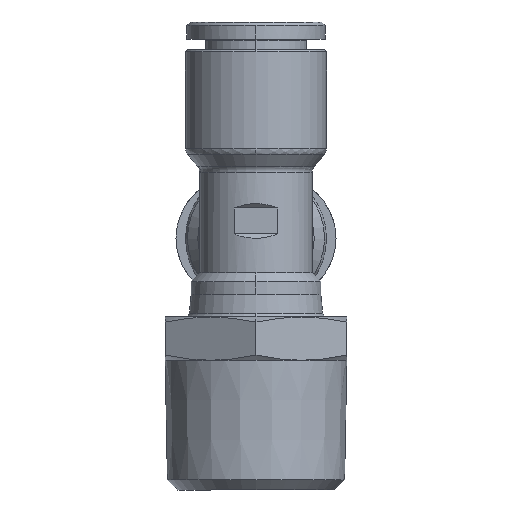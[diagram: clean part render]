
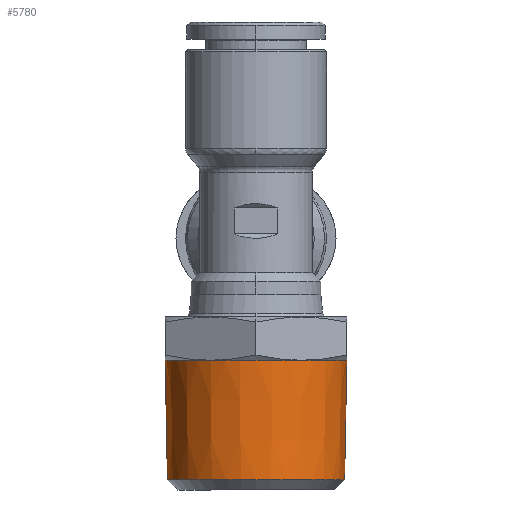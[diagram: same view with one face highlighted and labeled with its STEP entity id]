
A CAD part, left-side view. The second image highlights one B-rep face of the part: STEP entity #5780.
In plain terms, the highlighted conical face has half-angle 1.06 degrees and reference radius 10.5 mm.
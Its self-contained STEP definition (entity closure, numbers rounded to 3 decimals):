
#216 = AXIS2_PLACEMENT_3D ( 'NONE', #3818, #1558, #8419 ) ;
#1144 = DIRECTION ( 'NONE',  ( 0., -0.018, 1. ) ) ;
#1558 = DIRECTION ( 'NONE',  ( 0., 0., -1. ) ) ;
#1663 = CARTESIAN_POINT ( 'NONE',  ( -9.233, -10.245, -27.9 ) ) ;
#2522 = EDGE_CURVE ( 'NONE', #4388, #3880, #14680, .T. ) ;
#3601 = VERTEX_POINT ( 'NONE', #15055 ) ;
#3698 = VERTEX_POINT ( 'NONE', #13612 ) ;
#3818 = CARTESIAN_POINT ( 'NONE',  ( -9.233, 0., -14.1 ) ) ;
#3880 = VERTEX_POINT ( 'NONE', #7261 ) ;
#4183 = CARTESIAN_POINT ( 'NONE',  ( -9.233, -10.5, -14.1 ) ) ;
#4388 = VERTEX_POINT ( 'NONE', #4183 ) ;
#4438 = VECTOR ( 'NONE', #11234, 1000. ) ;
#4763 = CARTESIAN_POINT ( 'NONE',  ( -9.233, 0., -27.9 ) ) ;
#4781 = CARTESIAN_POINT ( 'NONE',  ( -9.233, 0., -14.1 ) ) ;
#5228 = CONICAL_SURFACE ( 'NONE', #6361, 10.5, 0.018 ) ;
#5297 = ORIENTED_EDGE ( 'NONE', *, *, #25497, .F. ) ;
#5780 = ADVANCED_FACE ( 'NONE', ( #9307 ), #5228, .T. ) ;
#6361 = AXIS2_PLACEMENT_3D ( 'NONE', #26587, #26696, #17140 ) ;
#7015 = AXIS2_PLACEMENT_3D ( 'NONE', #4763, #21273, #27845 ) ;
#7261 = CARTESIAN_POINT ( 'NONE',  ( -18.326, -5.25, -14.1 ) ) ;
#8419 = DIRECTION ( 'NONE',  ( 1., 0., 0. ) ) ;
#9290 = VERTEX_POINT ( 'NONE', #1663 ) ;
#9307 = FACE_OUTER_BOUND ( 'NONE', #21933, .T. ) ;
#10190 = AXIS2_PLACEMENT_3D ( 'NONE', #19805, #12698, #26779 ) ;
#10677 = AXIS2_PLACEMENT_3D ( 'NONE', #4781, #27976, #16438 ) ;
#11234 = DIRECTION ( 'NONE',  ( 0., 0.018, 1. ) ) ;
#11450 = EDGE_CURVE ( 'NONE', #3880, #3698, #13174, .T. ) ;
#12698 = DIRECTION ( 'NONE',  ( 0., 0., -1. ) ) ;
#12883 = VERTEX_POINT ( 'NONE', #28853 ) ;
#13174 = CIRCLE ( 'NONE', #10677, 10.5 ) ;
#13434 = ORIENTED_EDGE ( 'NONE', *, *, #19978, .T. ) ;
#13612 = CARTESIAN_POINT ( 'NONE',  ( -18.326, 5.25, -14.1 ) ) ;
#14350 = ORIENTED_EDGE ( 'NONE', *, *, #11450, .T. ) ;
#14680 = CIRCLE ( 'NONE', #216, 10.5 ) ;
#15055 = CARTESIAN_POINT ( 'NONE',  ( -9.233, 10.245, -27.9 ) ) ;
#16438 = DIRECTION ( 'NONE',  ( 1., 0., 0. ) ) ;
#17140 = DIRECTION ( 'NONE',  ( 0., -1., 0. ) ) ;
#18194 = CIRCLE ( 'NONE', #10190, 10.5 ) ;
#18366 = LINE ( 'NONE', #25292, #4438 ) ;
#18382 = CIRCLE ( 'NONE', #7015, 10.245 ) ;
#18784 = EDGE_CURVE ( 'NONE', #3698, #12883, #18194, .T. ) ;
#19800 = CARTESIAN_POINT ( 'NONE',  ( -9.233, -10.5, -14.1 ) ) ;
#19805 = CARTESIAN_POINT ( 'NONE',  ( -9.233, 0., -14.1 ) ) ;
#19978 = EDGE_CURVE ( 'NONE', #9290, #4388, #25048, .T. ) ;
#20070 = ORIENTED_EDGE ( 'NONE', *, *, #2522, .T. ) ;
#21273 = DIRECTION ( 'NONE',  ( 0., 0., 1. ) ) ;
#21933 = EDGE_LOOP ( 'NONE', ( #5297, #22987, #13434, #20070, #14350, #22412 ) ) ;
#22412 = ORIENTED_EDGE ( 'NONE', *, *, #18784, .T. ) ;
#22987 = ORIENTED_EDGE ( 'NONE', *, *, #26225, .T. ) ;
#25048 = LINE ( 'NONE', #19800, #28030 ) ;
#25292 = CARTESIAN_POINT ( 'NONE',  ( -9.233, 10.5, -14.1 ) ) ;
#25497 = EDGE_CURVE ( 'NONE', #3601, #12883, #18366, .T. ) ;
#26225 = EDGE_CURVE ( 'NONE', #3601, #9290, #18382, .T. ) ;
#26587 = CARTESIAN_POINT ( 'NONE',  ( -9.233, 0., -14.1 ) ) ;
#26696 = DIRECTION ( 'NONE',  ( 0., 0., 1. ) ) ;
#26779 = DIRECTION ( 'NONE',  ( 1., 0., 0. ) ) ;
#27845 = DIRECTION ( 'NONE',  ( 1., 0., 0. ) ) ;
#27976 = DIRECTION ( 'NONE',  ( 0., 0., -1. ) ) ;
#28030 = VECTOR ( 'NONE', #1144, 1000. ) ;
#28853 = CARTESIAN_POINT ( 'NONE',  ( -9.233, 10.5, -14.1 ) ) ;
